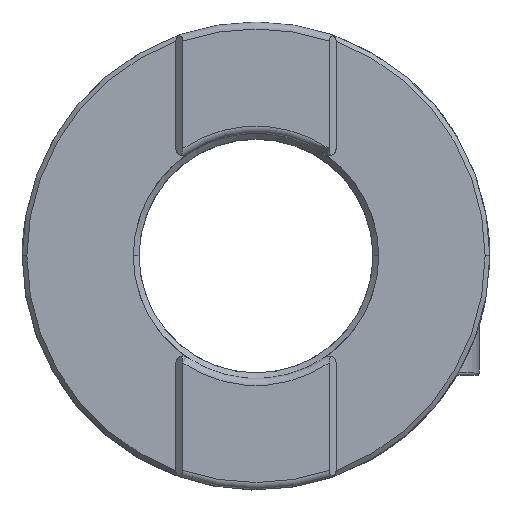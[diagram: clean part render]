
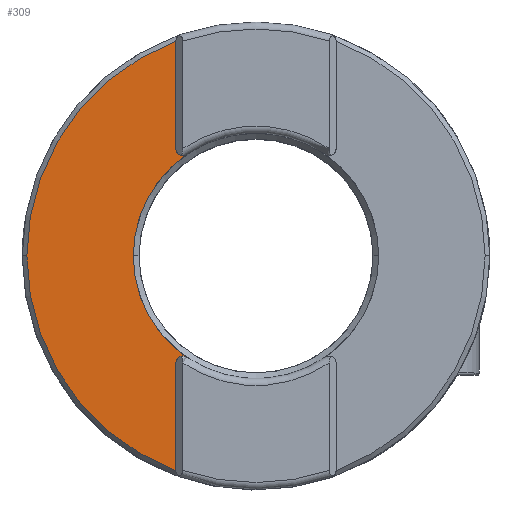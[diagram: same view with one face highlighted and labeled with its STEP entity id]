
A CAD part, top view. The second image highlights one B-rep face of the part: STEP entity #309.
In plain terms, the highlighted planar face has unit normal (0, 0, 1).
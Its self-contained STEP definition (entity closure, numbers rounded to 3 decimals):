
#8 = DIRECTION ( 'NONE',  ( 1., 0., 0. ) ) ;
#93 = ORIENTED_EDGE ( 'NONE', *, *, #2928, .F. ) ;
#97 = CARTESIAN_POINT ( 'NONE',  ( -3.425, -4.587, 8. ) ) ;
#196 = VECTOR ( 'NONE', #3065, 1000. ) ;
#237 = CARTESIAN_POINT ( 'NONE',  ( -3.425, 9.182, 8. ) ) ;
#309 = ADVANCED_FACE ( 'NONE', ( #499 ), #2653, .T. ) ;
#416 = EDGE_CURVE ( 'NONE', #3028, #3427, #672, .T. ) ;
#499 = FACE_OUTER_BOUND ( 'NONE', #516, .T. ) ;
#516 = EDGE_LOOP ( 'NONE', ( #898, #2589, #3365, #1626, #3254, #2701, #2868, #93 ) ) ;
#667 = CARTESIAN_POINT ( 'NONE',  ( -3.425, 9.395, 8. ) ) ;
#672 = LINE ( 'NONE', #1481, #1130 ) ;
#743 = CARTESIAN_POINT ( 'NONE',  ( 0., 0., 8. ) ) ;
#766 = EDGE_CURVE ( 'NONE', #1219, #3143, #1100, .T. ) ;
#898 = ORIENTED_EDGE ( 'NONE', *, *, #2124, .T. ) ;
#901 = AXIS2_PLACEMENT_3D ( 'NONE', #1572, #2148, #987 ) ;
#987 = DIRECTION ( 'NONE',  ( 1., 0., 0. ) ) ;
#1100 = CIRCLE ( 'NONE', #3080, 0.3 ) ;
#1130 = VECTOR ( 'NONE', #3123, 1000. ) ;
#1177 = CIRCLE ( 'NONE', #901, 5.25 ) ;
#1219 = VERTEX_POINT ( 'NONE', #97 ) ;
#1246 = DIRECTION ( 'NONE',  ( 1., 0., 0. ) ) ;
#1261 = AXIS2_PLACEMENT_3D ( 'NONE', #2686, #2671, #8 ) ;
#1270 = CARTESIAN_POINT ( 'NONE',  ( -3.125, 4.587, 8. ) ) ;
#1285 = AXIS2_PLACEMENT_3D ( 'NONE', #743, #1813, #2892 ) ;
#1374 = VERTEX_POINT ( 'NONE', #1610 ) ;
#1460 = CARTESIAN_POINT ( 'NONE',  ( -3.125, -4.587, 8. ) ) ;
#1476 = LINE ( 'NONE', #667, #196 ) ;
#1481 = CARTESIAN_POINT ( 'NONE',  ( -3.425, 9.395, 8. ) ) ;
#1503 = DIRECTION ( 'NONE',  ( 0., 0., -1. ) ) ;
#1572 = CARTESIAN_POINT ( 'NONE',  ( 0., 0., 8. ) ) ;
#1610 = CARTESIAN_POINT ( 'NONE',  ( -5.25, 0., 8. ) ) ;
#1626 = ORIENTED_EDGE ( 'NONE', *, *, #1690, .T. ) ;
#1631 = CARTESIAN_POINT ( 'NONE',  ( -2.956, 4.339, 8. ) ) ;
#1690 = EDGE_CURVE ( 'NONE', #1374, #3176, #1177, .T. ) ;
#1813 = DIRECTION ( 'NONE',  ( 0., 0., -1. ) ) ;
#2034 = DIRECTION ( 'NONE',  ( 0., 0., -1. ) ) ;
#2047 = CARTESIAN_POINT ( 'NONE',  ( 0., 0., 8. ) ) ;
#2085 = EDGE_CURVE ( 'NONE', #3143, #1374, #2279, .T. ) ;
#2124 = EDGE_CURVE ( 'NONE', #2939, #1219, #1476, .T. ) ;
#2148 = DIRECTION ( 'NONE',  ( 0., 0., -1. ) ) ;
#2279 = CIRCLE ( 'NONE', #2400, 5.25 ) ;
#2296 = VERTEX_POINT ( 'NONE', #2571 ) ;
#2299 = CIRCLE ( 'NONE', #2871, 9.8 ) ;
#2400 = AXIS2_PLACEMENT_3D ( 'NONE', #2765, #2034, #2502 ) ;
#2437 = EDGE_CURVE ( 'NONE', #3176, #3028, #3234, .T. ) ;
#2502 = DIRECTION ( 'NONE',  ( 1., 0., 0. ) ) ;
#2571 = CARTESIAN_POINT ( 'NONE',  ( -9.8, 0., 8. ) ) ;
#2589 = ORIENTED_EDGE ( 'NONE', *, *, #766, .T. ) ;
#2623 = AXIS2_PLACEMENT_3D ( 'NONE', #1270, #1503, #3126 ) ;
#2653 = PLANE ( 'NONE',  #1261 ) ;
#2671 = DIRECTION ( 'NONE',  ( 0., 0., 1. ) ) ;
#2686 = CARTESIAN_POINT ( 'NONE',  ( 0., 0., 8. ) ) ;
#2701 = ORIENTED_EDGE ( 'NONE', *, *, #416, .T. ) ;
#2765 = CARTESIAN_POINT ( 'NONE',  ( 0., 0., 8. ) ) ;
#2810 = CIRCLE ( 'NONE', #1285, 9.8 ) ;
#2836 = DIRECTION ( 'NONE',  ( 1., 0., 0. ) ) ;
#2845 = EDGE_CURVE ( 'NONE', #2296, #3427, #2810, .T. ) ;
#2868 = ORIENTED_EDGE ( 'NONE', *, *, #2845, .F. ) ;
#2871 = AXIS2_PLACEMENT_3D ( 'NONE', #2047, #3122, #1246 ) ;
#2892 = DIRECTION ( 'NONE',  ( 1., 0., 0. ) ) ;
#2928 = EDGE_CURVE ( 'NONE', #2939, #2296, #2299, .T. ) ;
#2939 = VERTEX_POINT ( 'NONE', #3137 ) ;
#3028 = VERTEX_POINT ( 'NONE', #3397 ) ;
#3065 = DIRECTION ( 'NONE',  ( 0., 1., 0. ) ) ;
#3080 = AXIS2_PLACEMENT_3D ( 'NONE', #1460, #3103, #2836 ) ;
#3103 = DIRECTION ( 'NONE',  ( 0., 0., -1. ) ) ;
#3122 = DIRECTION ( 'NONE',  ( 0., 0., -1. ) ) ;
#3123 = DIRECTION ( 'NONE',  ( 0., 1., 0. ) ) ;
#3126 = DIRECTION ( 'NONE',  ( 1., 0., 0. ) ) ;
#3137 = CARTESIAN_POINT ( 'NONE',  ( -3.425, -9.182, 8. ) ) ;
#3143 = VERTEX_POINT ( 'NONE', #3367 ) ;
#3176 = VERTEX_POINT ( 'NONE', #1631 ) ;
#3234 = CIRCLE ( 'NONE', #2623, 0.3 ) ;
#3254 = ORIENTED_EDGE ( 'NONE', *, *, #2437, .T. ) ;
#3365 = ORIENTED_EDGE ( 'NONE', *, *, #2085, .T. ) ;
#3367 = CARTESIAN_POINT ( 'NONE',  ( -2.956, -4.339, 8. ) ) ;
#3397 = CARTESIAN_POINT ( 'NONE',  ( -3.425, 4.587, 8. ) ) ;
#3427 = VERTEX_POINT ( 'NONE', #237 ) ;
